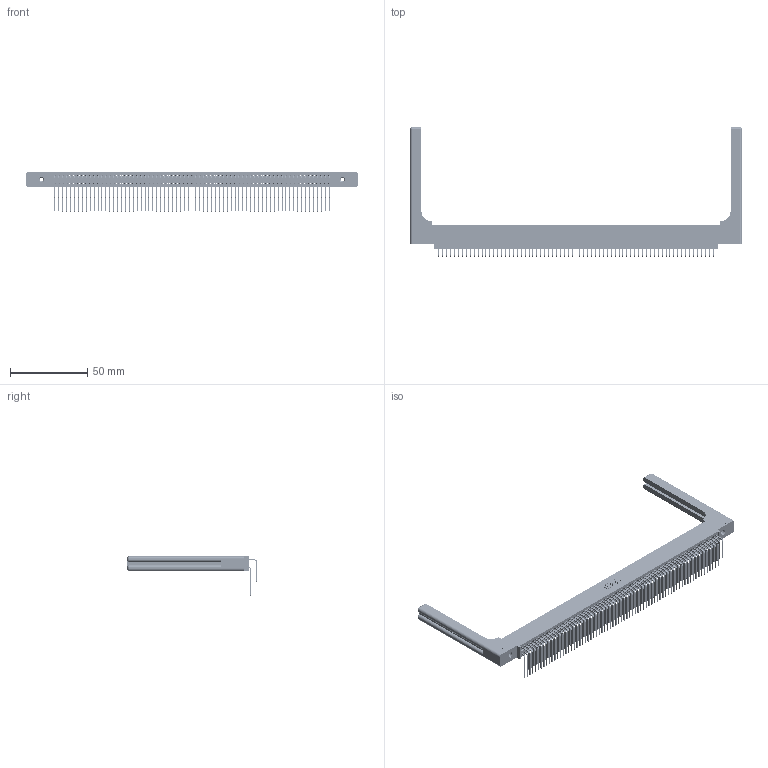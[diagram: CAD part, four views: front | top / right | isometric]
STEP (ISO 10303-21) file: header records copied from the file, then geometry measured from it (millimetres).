
FILE_DESCRIPTION (( 'STEP AP203' ), '1' );
FILE_NAME ('345-142-559-558.STEP', '2019-11-09T05:47:44', ( '' ), ( '' ), 'SwSTEP 2.0', 'SolidWorks 2016', '' );
FILE_SCHEMA (( 'CONFIG_CONTROL_DESIGN' ));
Length unit declared in the file: inch
Products named in the file (6): 345-292-001_558 559 Tail - 1; 345-142-559-558; 345 Part_0.110 Offset - 0.156 Dia-TH; 345-220-058_345-220-058; 345-250-001_345-250-001-102; 345-292-001_559 Tail - 2
Assembly tree (147 placements, depth 2):
  345-142-559-558
    345 Part_0.110 Offset - 0.156 Dia-TH
    345-292-001_558 559 Tail - 1  x71
    345-292-001_559 Tail - 2  x71
    345-250-001_345-250-001-102  x2
    345-220-058_345-220-058  x2
Bounding box: 215.37 x 84.32 x 25.53 mm (x, y, z)
Volume: 30411 mm3; surface area: 41990.3 mm2
Topology: 147 solids, 147 shells, 7770 faces, 23029 edges, 15142 vertices
Faces by surface type: plane 5202, cylinder 2508, bspline 36, cone 12, sphere 8, torus 4
Entity records: 58770 total; most frequent: CARTESIAN_POINT 10864, ORIENTED_EDGE 9544, DIRECTION 8448, EDGE_CURVE 4772, VECTOR 4224, LINE 4224, VERTEX_POINT 3170, AXIS2_PLACEMENT_3D 2112
